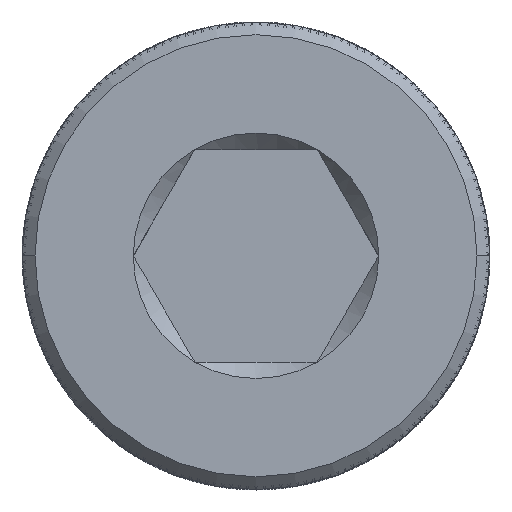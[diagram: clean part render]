
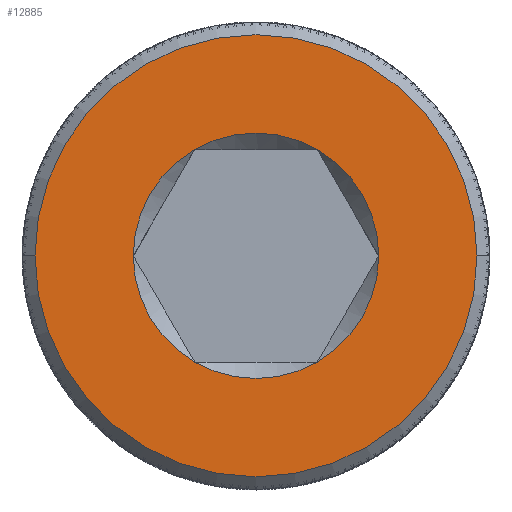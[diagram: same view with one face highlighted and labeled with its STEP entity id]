
A CAD part, top view. The second image highlights one B-rep face of the part: STEP entity #12885.
In plain terms, the highlighted planar face has unit normal (0, 0, 1).
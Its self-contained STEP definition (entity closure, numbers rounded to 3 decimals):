
#26=PLANE('',#14079);
#902=FACE_BOUND('',#2197,.T.);
#1218=FACE_OUTER_BOUND('',#2196,.T.);
#2196=EDGE_LOOP('',(#10140,#10141));
#2197=EDGE_LOOP('',(#10142,#10143,#10144,#10145,#10146,#10147));
#5579=CIRCLE('',#13693,2.6);
#5937=CIRCLE('',#14061,1.443);
#5938=CIRCLE('',#14063,1.443);
#5939=CIRCLE('',#14065,1.443);
#5940=CIRCLE('',#14067,1.443);
#5941=CIRCLE('',#14069,1.443);
#5942=CIRCLE('',#14071,1.443);
#5945=CIRCLE('',#14078,2.6);
#6110=VERTEX_POINT('',#20152);
#6111=VERTEX_POINT('',#20153);
#6819=VERTEX_POINT('',#21578);
#6820=VERTEX_POINT('',#21580);
#6822=VERTEX_POINT('',#21595);
#6824=VERTEX_POINT('',#21608);
#6826=VERTEX_POINT('',#21621);
#6828=VERTEX_POINT('',#21636);
#7422=EDGE_CURVE('',#6110,#6111,#5579,.T.);
#8154=EDGE_CURVE('',#6819,#6820,#5937,.T.);
#8155=EDGE_CURVE('',#6820,#6822,#5938,.T.);
#8156=EDGE_CURVE('',#6822,#6824,#5939,.T.);
#8157=EDGE_CURVE('',#6824,#6826,#5940,.T.);
#8158=EDGE_CURVE('',#6826,#6828,#5941,.T.);
#8159=EDGE_CURVE('',#6828,#6819,#5942,.T.);
#8164=EDGE_CURVE('',#6111,#6110,#5945,.T.);
#10140=ORIENTED_EDGE('',*,*,#7422,.F.);
#10141=ORIENTED_EDGE('',*,*,#8164,.F.);
#10142=ORIENTED_EDGE('',*,*,#8159,.F.);
#10143=ORIENTED_EDGE('',*,*,#8158,.F.);
#10144=ORIENTED_EDGE('',*,*,#8157,.F.);
#10145=ORIENTED_EDGE('',*,*,#8156,.F.);
#10146=ORIENTED_EDGE('',*,*,#8155,.F.);
#10147=ORIENTED_EDGE('',*,*,#8154,.F.);
#12885=ADVANCED_FACE('',(#1218,#902),#26,.T.);
#13693=AXIS2_PLACEMENT_3D('',#20154,#15039,#15040);
#14061=AXIS2_PLACEMENT_3D('',#21660,#16143,#16144);
#14063=AXIS2_PLACEMENT_3D('',#21662,#16147,#16148);
#14065=AXIS2_PLACEMENT_3D('',#21664,#16151,#16152);
#14067=AXIS2_PLACEMENT_3D('',#21666,#16155,#16156);
#14069=AXIS2_PLACEMENT_3D('',#21668,#16159,#16160);
#14071=AXIS2_PLACEMENT_3D('',#21670,#16163,#16164);
#14078=AXIS2_PLACEMENT_3D('',#21691,#16177,#16178);
#14079=AXIS2_PLACEMENT_3D('',#21692,#16179,#16180);
#15039=DIRECTION('center_axis',(0.,0.,-1.));
#15040=DIRECTION('ref_axis',(-1.,0.,0.));
#16143=DIRECTION('center_axis',(0.,0.,1.));
#16144=DIRECTION('ref_axis',(1.,0.,0.));
#16147=DIRECTION('center_axis',(0.,0.,1.));
#16148=DIRECTION('ref_axis',(1.,0.,0.));
#16151=DIRECTION('center_axis',(0.,0.,1.));
#16152=DIRECTION('ref_axis',(1.,0.,0.));
#16155=DIRECTION('center_axis',(0.,0.,1.));
#16156=DIRECTION('ref_axis',(1.,0.,0.));
#16159=DIRECTION('center_axis',(0.,0.,1.));
#16160=DIRECTION('ref_axis',(1.,0.,0.));
#16163=DIRECTION('center_axis',(0.,0.,1.));
#16164=DIRECTION('ref_axis',(1.,0.,0.));
#16177=DIRECTION('center_axis',(0.,0.,-1.));
#16178=DIRECTION('ref_axis',(-1.,0.,0.));
#16179=DIRECTION('center_axis',(0.,0.,1.));
#16180=DIRECTION('ref_axis',(1.,0.,0.));
#20152=CARTESIAN_POINT('',(-2.6,0.,14.));
#20153=CARTESIAN_POINT('',(2.6,0.,14.));
#20154=CARTESIAN_POINT('Origin',(0.,0.,14.));
#21578=CARTESIAN_POINT('',(0.722,1.25,14.));
#21580=CARTESIAN_POINT('',(-0.722,1.25,14.));
#21595=CARTESIAN_POINT('',(-1.443,0.,14.));
#21608=CARTESIAN_POINT('',(-0.722,-1.25,14.));
#21621=CARTESIAN_POINT('',(0.722,-1.25,14.));
#21636=CARTESIAN_POINT('',(1.443,0.,14.));
#21660=CARTESIAN_POINT('Origin',(0.,0.,14.));
#21662=CARTESIAN_POINT('Origin',(0.,0.,14.));
#21664=CARTESIAN_POINT('Origin',(0.,0.,14.));
#21666=CARTESIAN_POINT('Origin',(0.,0.,14.));
#21668=CARTESIAN_POINT('Origin',(0.,0.,14.));
#21670=CARTESIAN_POINT('Origin',(0.,0.,14.));
#21691=CARTESIAN_POINT('Origin',(0.,0.,14.));
#21692=CARTESIAN_POINT('Origin',(0.,0.,14.));
